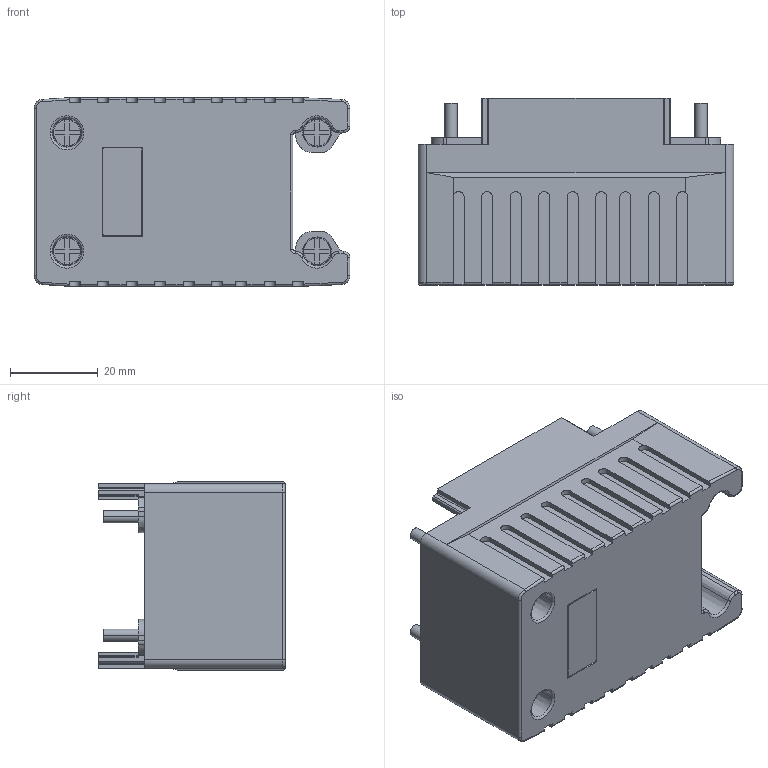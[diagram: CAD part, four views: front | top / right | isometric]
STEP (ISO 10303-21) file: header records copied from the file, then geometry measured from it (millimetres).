
FILE_DESCRIPTION((''),'2;1');
FILE_NAME('CC10B-CV','2017-09-25T',('tl.yang'),(''),'PRO/ENGINEER BY PARAMETRIC TECHNOLOGY CORPORATION, 2011500','PRO/ENGINEER BY PARAMETRIC TECHNOLOGY CORPORATION, 2011500','');
FILE_SCHEMA(('CONFIG_CONTROL_DESIGN'));
Length unit declared in the file: millimetre
Products named in the file (1): CC10B-CV
Bounding box: 72 x 42.6 x 43 mm (x, y, z)
Volume: 30610.1 mm3; surface area: 26793.3 mm2
Topology: 1 solids, 1 shells, 532 faces, 1503 edges, 976 vertices
Faces by surface type: plane 333, cylinder 134, cone 32, torus 18, bspline 9, sphere 6
Entity records: 17568 total; most frequent: CARTESIAN_POINT 3538, ORIENTED_EDGE 3006, DIRECTION 2869, EDGE_CURVE 1503, VECTOR 1071, LINE 1071, VERTEX_POINT 976, AXIS2_PLACEMENT_3D 899
